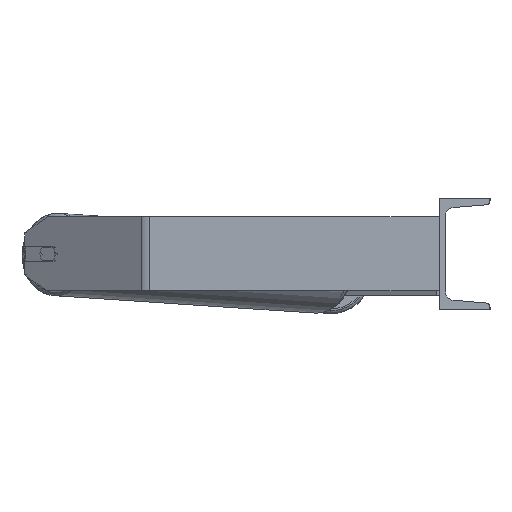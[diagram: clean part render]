
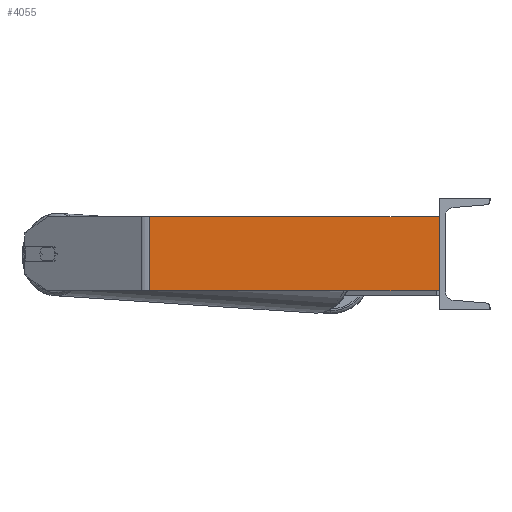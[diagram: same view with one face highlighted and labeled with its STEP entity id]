
A CAD part, left-side view. The second image highlights one B-rep face of the part: STEP entity #4055.
In plain terms, the highlighted planar face has unit normal (-1, 0, 0).
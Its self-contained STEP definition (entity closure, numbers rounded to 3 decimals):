
#463 = CARTESIAN_POINT ( 'NONE',  ( -785., 316.846, 40. ) ) ;
#669 = CARTESIAN_POINT ( 'NONE',  ( -785., 0., 40. ) ) ;
#758 = DIRECTION ( 'NONE',  ( 0., 0., -1. ) ) ;
#1317 = LINE ( 'NONE', #4726, #5458 ) ;
#2150 = LINE ( 'NONE', #669, #2472 ) ;
#2198 = EDGE_CURVE ( 'NONE', #4862, #3757, #6561, .T. ) ;
#2375 = DIRECTION ( 'NONE',  ( 0., -1., 0. ) ) ;
#2472 = VECTOR ( 'NONE', #758, 1000. ) ;
#2478 = EDGE_CURVE ( 'NONE', #4862, #5435, #1317, .T. ) ;
#2545 = ORIENTED_EDGE ( 'NONE', *, *, #5704, .T. ) ;
#2785 = VERTEX_POINT ( 'NONE', #5253 ) ;
#2946 = CARTESIAN_POINT ( 'NONE',  ( -785., 311.801, 40. ) ) ;
#3041 = EDGE_CURVE ( 'NONE', #3757, #2785, #2150, .T. ) ;
#3091 = ORIENTED_EDGE ( 'NONE', *, *, #2198, .F. ) ;
#3191 = DIRECTION ( 'NONE',  ( 0., -1., 0. ) ) ;
#3567 = ORIENTED_EDGE ( 'NONE', *, *, #2478, .T. ) ;
#3611 = LINE ( 'NONE', #7841, #5694 ) ;
#3757 = VERTEX_POINT ( 'NONE', #5713 ) ;
#4055 = ADVANCED_FACE ( 'NONE', ( #8968 ), #4687, .F. ) ;
#4687 = PLANE ( 'NONE',  #6701 ) ;
#4726 = CARTESIAN_POINT ( 'NONE',  ( -785., 311.801, 40. ) ) ;
#4736 = DIRECTION ( 'NONE',  ( 0., 1., 0. ) ) ;
#4862 = VERTEX_POINT ( 'NONE', #2946 ) ;
#5253 = CARTESIAN_POINT ( 'NONE',  ( -785., 0., -40. ) ) ;
#5390 = CARTESIAN_POINT ( 'NONE',  ( -785., 311.801, -40. ) ) ;
#5400 = DIRECTION ( 'NONE',  ( 0., 0., -1. ) ) ;
#5435 = VERTEX_POINT ( 'NONE', #5390 ) ;
#5458 = VECTOR ( 'NONE', #5400, 1000. ) ;
#5497 = CARTESIAN_POINT ( 'NONE',  ( -785., 316.846, 40. ) ) ;
#5694 = VECTOR ( 'NONE', #2375, 1000. ) ;
#5704 = EDGE_CURVE ( 'NONE', #5435, #2785, #3611, .T. ) ;
#5713 = CARTESIAN_POINT ( 'NONE',  ( -785., 0., 40. ) ) ;
#5826 = EDGE_LOOP ( 'NONE', ( #2545, #6172, #3091, #3567 ) ) ;
#6086 = DIRECTION ( 'NONE',  ( 1., 0., 0. ) ) ;
#6172 = ORIENTED_EDGE ( 'NONE', *, *, #3041, .F. ) ;
#6561 = LINE ( 'NONE', #463, #7184 ) ;
#6701 = AXIS2_PLACEMENT_3D ( 'NONE', #5497, #6086, #4736 ) ;
#7184 = VECTOR ( 'NONE', #3191, 1000. ) ;
#7841 = CARTESIAN_POINT ( 'NONE',  ( -785., 316.846, -40. ) ) ;
#8968 = FACE_OUTER_BOUND ( 'NONE', #5826, .T. ) ;
